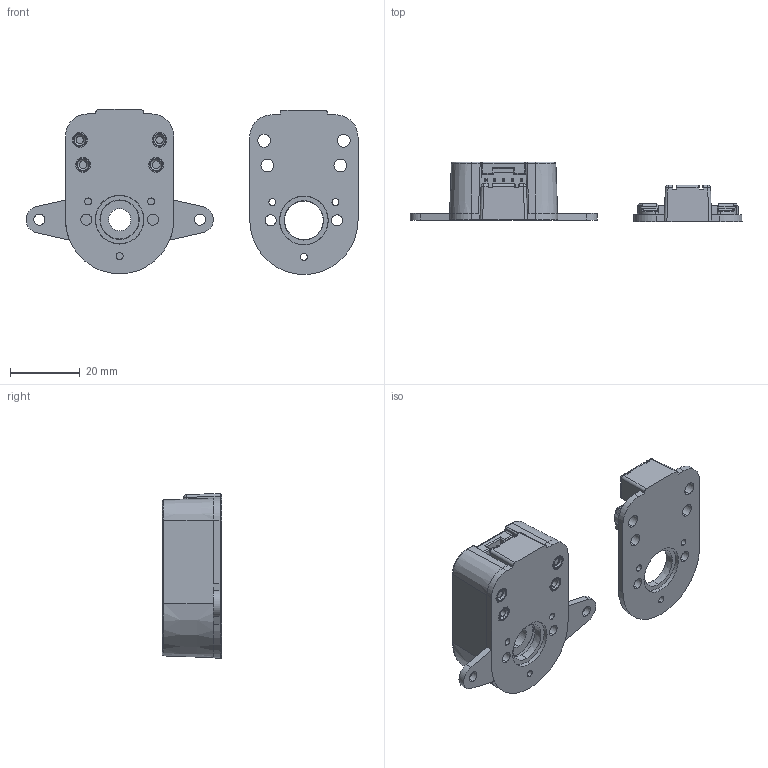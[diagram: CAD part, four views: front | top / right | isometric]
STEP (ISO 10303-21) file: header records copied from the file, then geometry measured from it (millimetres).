
FILE_DESCRIPTION (( 'STEP AP214' ), '1' );
FILE_NAME ('STP-MTRA-ENC8.STEP', '2021-03-17T00:03:46', ( '' ), ( '' ), 'SwSTEP 2.0', 'SolidWorks 2017', '' );
FILE_SCHEMA (( 'AUTOMOTIVE_DESIGN' ));
Length unit declared in the file: inch
Products named in the file (1): STP-MTRA-ENC8
Bounding box: 95.25 x 17.05 x 47.37 mm (x, y, z)
Volume: 8014.4 mm3; surface area: 16605.9 mm2
Topology: 14 solids, 15 shells, 1349 faces, 3182 edges, 1909 vertices
Faces by surface type: plane 481, cone 369, cylinder 334, bspline 119, torus 32, sphere 14
Entity records: 52087 total; most frequent: CARTESIAN_POINT 12602, ORIENTED_EDGE 6350, DIRECTION 6160, EDGE_CURVE 3175, AXIS2_PLACEMENT_3D 2163, VERTEX_POINT 1906, VECTOR 1834, LINE 1834
